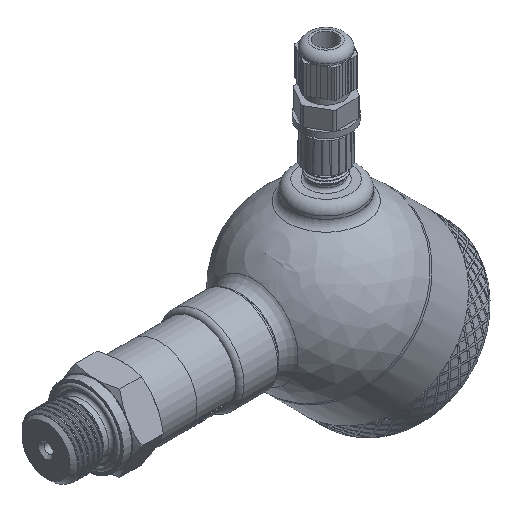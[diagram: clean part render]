
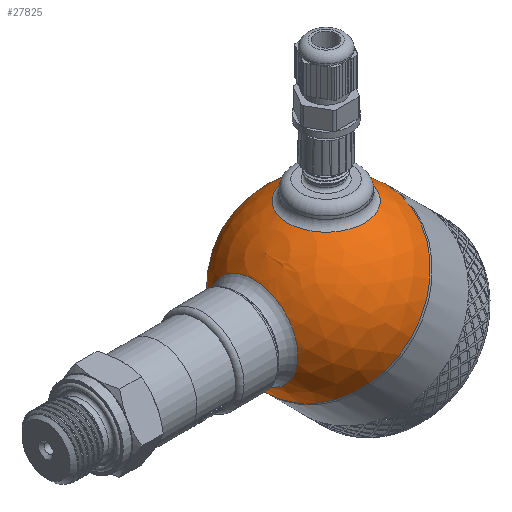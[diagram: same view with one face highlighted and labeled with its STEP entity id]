
A CAD part, isometric view. The second image highlights one B-rep face of the part: STEP entity #27825.
In plain terms, the highlighted spherical face has radius 30 mm.
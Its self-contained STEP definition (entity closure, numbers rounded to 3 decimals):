
#65=SPHERICAL_SURFACE('',#29502,30.);
#148=FACE_BOUND('',#3917,.T.);
#149=FACE_BOUND('',#3918,.T.);
#2147=FACE_OUTER_BOUND('',#3916,.T.);
#3916=EDGE_LOOP('',(#20218,#20219,#20220,#20221));
#3917=EDGE_LOOP('',(#20222));
#3918=EDGE_LOOP('',(#20223));
#5577=CIRCLE('',#29425,30.);
#5578=CIRCLE('',#29426,30.);
#5605=CIRCLE('',#29498,13.5);
#5608=CIRCLE('',#29503,30.);
#5609=CIRCLE('',#29504,15.643);
#11072=VERTEX_POINT('',#38218);
#11073=VERTEX_POINT('',#38220);
#11600=VERTEX_POINT('',#44984);
#11602=VERTEX_POINT('',#44991);
#11603=VERTEX_POINT('',#44993);
#14049=EDGE_CURVE('',#11072,#11073,#5577,.T.);
#14050=EDGE_CURVE('',#11073,#11072,#5578,.T.);
#14843=EDGE_CURVE('',#11600,#11600,#5605,.T.);
#14846=EDGE_CURVE('',#11073,#11602,#5608,.T.);
#14847=EDGE_CURVE('',#11603,#11603,#5609,.T.);
#20218=ORIENTED_EDGE('',*,*,#14050,.F.);
#20219=ORIENTED_EDGE('',*,*,#14846,.T.);
#20220=ORIENTED_EDGE('',*,*,#14846,.F.);
#20221=ORIENTED_EDGE('',*,*,#14049,.F.);
#20222=ORIENTED_EDGE('',*,*,#14847,.F.);
#20223=ORIENTED_EDGE('',*,*,#14843,.F.);
#27825=ADVANCED_FACE('',(#2147,#148,#149),#65,.T.);
#29425=AXIS2_PLACEMENT_3D('',#38221,#30954,#30955);
#29426=AXIS2_PLACEMENT_3D('',#38222,#30956,#30957);
#29498=AXIS2_PLACEMENT_3D('',#44985,#31378,#31379);
#29502=AXIS2_PLACEMENT_3D('',#44990,#31386,#31387);
#29503=AXIS2_PLACEMENT_3D('',#44992,#31388,#31389);
#29504=AXIS2_PLACEMENT_3D('',#44994,#31390,#31391);
#30954=DIRECTION('center_axis',(1.,0.,0.));
#30955=DIRECTION('ref_axis',(0.,1.,0.));
#30956=DIRECTION('center_axis',(1.,0.,0.));
#30957=DIRECTION('ref_axis',(0.,1.,0.));
#31378=DIRECTION('center_axis',(-0.707,0.,-0.707));
#31379=DIRECTION('ref_axis',(-0.707,0.,0.707));
#31386=DIRECTION('center_axis',(1.,0.,0.));
#31387=DIRECTION('ref_axis',(0.,-1.,0.));
#31388=DIRECTION('center_axis',(0.,0.,1.));
#31389=DIRECTION('ref_axis',(0.,1.,0.));
#31390=DIRECTION('center_axis',(-0.707,0.,0.707));
#31391=DIRECTION('ref_axis',(0.707,0.,0.707));
#38218=CARTESIAN_POINT('',(0.,-30.,0.));
#38220=CARTESIAN_POINT('',(0.,30.,0.));
#38221=CARTESIAN_POINT('Origin',(0.,0.,0.));
#38222=CARTESIAN_POINT('Origin',(0.,0.,0.));
#44984=CARTESIAN_POINT('',(-9.398,0.,-28.49));
#44985=CARTESIAN_POINT('Origin',(-18.944,0.,-18.944));
#44990=CARTESIAN_POINT('Origin',(0.,0.,0.));
#44991=CARTESIAN_POINT('',(-30.,0.,0.));
#44992=CARTESIAN_POINT('Origin',(0.,0.,0.));
#44993=CARTESIAN_POINT('',(-29.162,0.,7.04));
#44994=CARTESIAN_POINT('Origin',(-18.101,0.,18.101));
